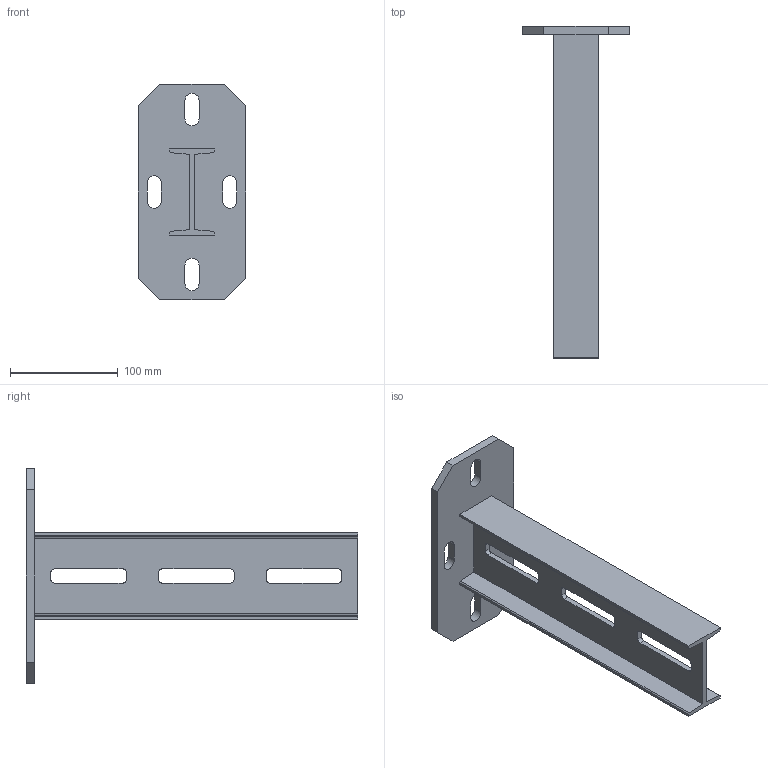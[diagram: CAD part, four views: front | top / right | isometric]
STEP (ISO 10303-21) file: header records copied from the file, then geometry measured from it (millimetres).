
FILE_DESCRIPTION((''),'2;1');
FILE_NAME('721630_ASM','2019-03-26T10:59:00',('tomasz.grudniewski'),(''),'CREO PARAMETRIC BY PTC INC, 2018400','CREO PARAMETRIC BY PTC INC, 2018400','');
FILE_SCHEMA(('CONFIG_CONTROL_DESIGN'));
Length unit declared in the file: millimetre
Products named in the file (3): PODSTAWA_WPDH_PRT; 700230_PRT; 721630_ASM
Assembly tree (2 placements, depth 2):
  721630_ASM
    PODSTAWA_WPDH_PRT
    700230_PRT
Bounding box: 100 x 308 x 200 mm (x, y, z)
Volume: 341182.9 mm3; surface area: 133717.5 mm2
Topology: 2 solids, 2 shells, 68 faces, 192 edges, 128 vertices
Faces by surface type: plane 48, cylinder 20
Entity records: 2312 total; most frequent: CARTESIAN_POINT 393, ORIENTED_EDGE 384, DIRECTION 378, EDGE_CURVE 192, VECTOR 152, LINE 152, VERTEX_POINT 128, AXIS2_PLACEMENT_3D 113
